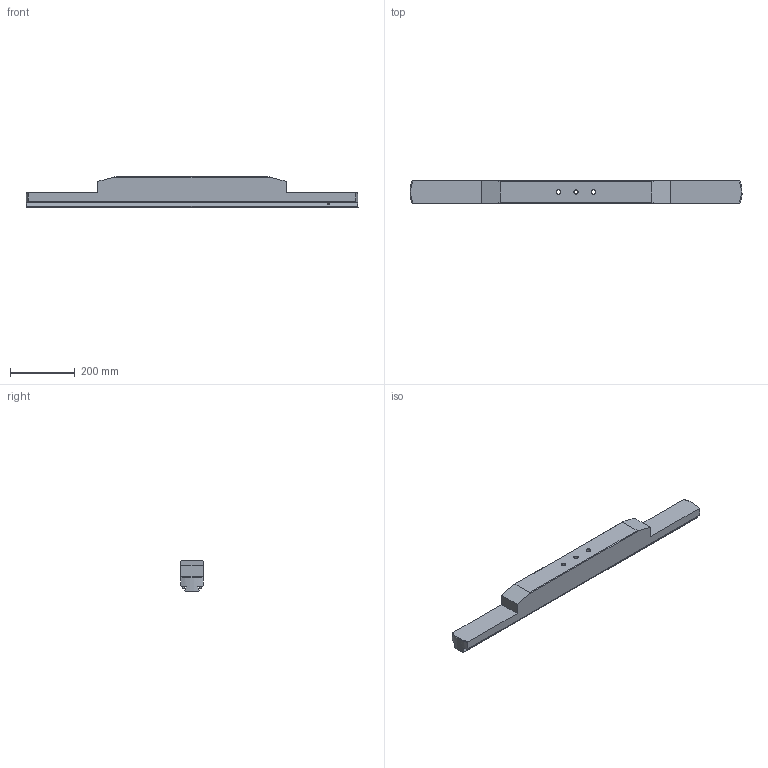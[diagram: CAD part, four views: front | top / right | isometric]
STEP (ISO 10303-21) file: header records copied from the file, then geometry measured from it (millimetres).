
FILE_DESCRIPTION(('no description'),'unknown implementation level');
FILE_NAME('A56A93FA-B092-434A-90A5-D3C0D209D2FC_export.stp',' ',('CIMSOURCE GmbH'),('CADClick - KiM GmbH - www.kimweb.de'),'unknown preprocess','ACIS','unknown authorization');
FILE_SCHEMA(('automotive_design'));
Length unit declared in the file: millimetre
Products named in the file (1): Fase1
Bounding box: 1022.55 x 68 x 95 mm (x, y, z)
Volume: 4502369.5 mm3; surface area: 308426.5 mm2
Topology: 1 solids, 1 shells, 71 faces, 174 edges, 110 vertices
Faces by surface type: plane 29, cylinder 22, cone 20
Entity records: 4243 total; most frequent: CARTESIAN_POINT 530, DIRECTION 366, STYLED_ITEM 356, PRESENTATION_STYLE_ASSIGNMENT 356, COLOUR_RGB 356, ORIENTED_EDGE 348, EDGE_CURVE 174, CURVE_STYLE 174
